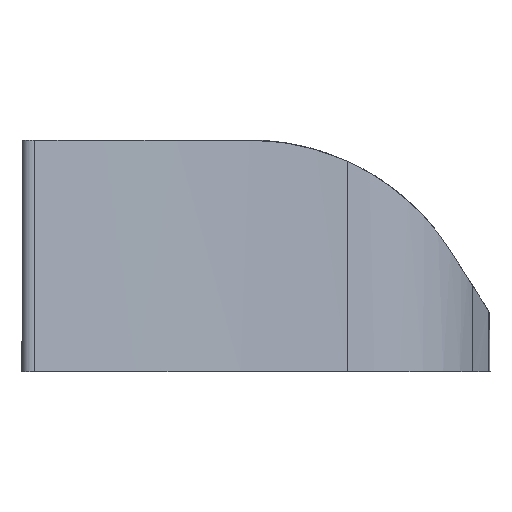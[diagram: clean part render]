
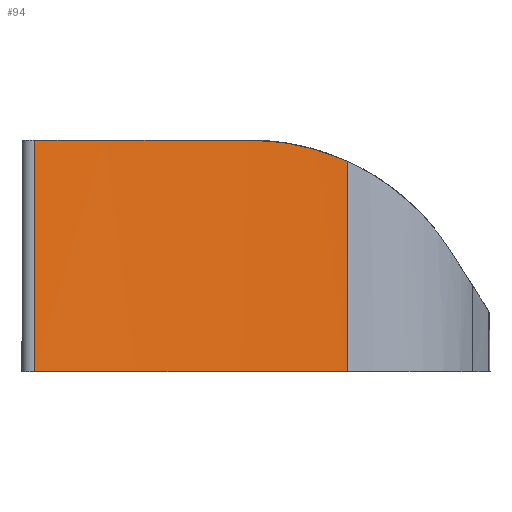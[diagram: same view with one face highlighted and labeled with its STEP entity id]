
A CAD part, left-side view. The second image highlights one B-rep face of the part: STEP entity #94.
In plain terms, the highlighted cylindrical face has radius 40 mm (diameter 80 mm), a partial arc.
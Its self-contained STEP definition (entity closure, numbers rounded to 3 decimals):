
#94=ADVANCED_FACE('',(#398),#400,.F.);
#398=FACE_BOUND('',#399,.T.);
#399=EDGE_LOOP('',(#697,#698,#699,#700,#701));
#400=CYLINDRICAL_SURFACE('',#401,40.);
#401=AXIS2_PLACEMENT_3D('',#402,#403,#404);
#402=CARTESIAN_POINT('',(-55.573,-33.811,0.));
#403=DIRECTION('',(0.,0.,-1.));
#404=DIRECTION('',(0.854,0.52,0.));
#697=ORIENTED_EDGE('',*,*,#829,.F.);
#698=ORIENTED_EDGE('',*,*,#816,.T.);
#699=ORIENTED_EDGE('',*,*,#856,.T.);
#700=ORIENTED_EDGE('',*,*,#842,.T.);
#701=ORIENTED_EDGE('',*,*,#831,.F.);
#816=EDGE_CURVE('',#1021,#1019,#1022,.T.);
#829=EDGE_CURVE('',#1021,#1041,#1042,.T.);
#831=EDGE_CURVE('',#1041,#1044,#1045,.T.);
#842=EDGE_CURVE('',#1062,#1044,#1063,.T.);
#856=EDGE_CURVE('',#1019,#1062,#1083,.T.);
#1019=VERTEX_POINT('',#1601);
#1021=VERTEX_POINT('',#1606);
#1022=CIRCLE('',#1607,40.);
#1041=VERTEX_POINT('',#1657);
#1042=LINE('',#1658,#1659);
#1044=VERTEX_POINT('',#1665);
#1045=CIRCLE('',#1666,40.);
#1062=VERTEX_POINT('',#1895);
#1063=B_SPLINE_CURVE_WITH_KNOTS('',3,
(#1896,#1897,#1898,#1899,#1900,#1901,#1902,#1903,#1904,#1905,#1906,#1907,#1908,#1909,
#1910,#1911,#1912,#1913,#1914,#1915,#1916,#1917,#1918,#1919,#1920,#1921,#1922,#1923,
#1924,#1925,#1926,#1927,#1928,#1929,#1930,#1931,#1932,#1933,#1934,#1935,#1936,#1937,
#1938,#1939,#1940,#1941,#1942),
.UNSPECIFIED.,.F.,.F.,
(4,1,1,1,1,1,1,1,1,1,1,1,1,1,1,1,1,1,1,1,1,1,1,1,1,1,1,1,1,1,1,1,1,1,1,1,1,1,1,1,
1,1,1,1,4),
(0.,0.018,0.039,0.062,0.096,0.13,
0.165,0.19,0.212,0.233,0.255,
0.276,0.298,0.319,0.341,0.363,
0.386,0.408,0.432,0.455,0.479,
0.504,0.529,0.554,0.579,0.604,
0.629,0.653,0.677,0.701,0.724,
0.747,0.769,0.789,0.81,0.829,
0.848,0.872,0.896,0.919,0.935,
0.952,0.968,0.984,1.),
.UNSPECIFIED.);
#1083=LINE('',#2063,#2064);
#1601=CARTESIAN_POINT('',(-16.103,-27.318,0.));
#1606=CARTESIAN_POINT('',(-19.373,-16.793,0.));
#1607=AXIS2_PLACEMENT_3D('',#1608,#1609,#1610);
#1608=CARTESIAN_POINT('',(-55.573,-33.811,0.));
#1609=DIRECTION('',(0.,0.,-1.));
#1610=DIRECTION('',(0.905,0.425,0.));
#1657=CARTESIAN_POINT('',(-19.373,-16.793,7.8));
#1658=CARTESIAN_POINT('',(-19.373,-16.793,0.));
#1659=VECTOR('',#1660,1.);
#1660=DIRECTION('',(0.,0.,1.));
#1665=CARTESIAN_POINT('',(-16.79,-24.02,7.8));
#1666=AXIS2_PLACEMENT_3D('',#1667,#1668,#1669);
#1667=CARTESIAN_POINT('',(-55.573,-33.811,7.8));
#1668=DIRECTION('',(0.,0.,-1.));
#1669=DIRECTION('',(0.905,0.425,0.));
#1895=CARTESIAN_POINT('',(-16.103,-27.318,7.089));
#1896=CARTESIAN_POINT('',(-16.103,-27.318,7.089));
#1897=CARTESIAN_POINT('',(-16.106,-27.299,7.097));
#1898=CARTESIAN_POINT('',(-16.113,-27.259,7.115));
#1899=CARTESIAN_POINT('',(-16.124,-27.195,7.143));
#1900=CARTESIAN_POINT('',(-16.137,-27.115,7.177));
#1901=CARTESIAN_POINT('',(-16.154,-27.019,7.217));
#1902=CARTESIAN_POINT('',(-16.173,-26.91,7.26));
#1903=CARTESIAN_POINT('',(-16.19,-26.809,7.298));
#1904=CARTESIAN_POINT('',(-16.206,-26.72,7.331));
#1905=CARTESIAN_POINT('',(-16.22,-26.646,7.357));
#1906=CARTESIAN_POINT('',(-16.233,-26.575,7.381));
#1907=CARTESIAN_POINT('',(-16.245,-26.506,7.404));
#1908=CARTESIAN_POINT('',(-16.258,-26.436,7.427));
#1909=CARTESIAN_POINT('',(-16.272,-26.365,7.449));
#1910=CARTESIAN_POINT('',(-16.285,-26.294,7.47));
#1911=CARTESIAN_POINT('',(-16.299,-26.222,7.491));
#1912=CARTESIAN_POINT('',(-16.313,-26.15,7.512));
#1913=CARTESIAN_POINT('',(-16.328,-26.076,7.532));
#1914=CARTESIAN_POINT('',(-16.343,-26.001,7.551));
#1915=CARTESIAN_POINT('',(-16.358,-25.924,7.57));
#1916=CARTESIAN_POINT('',(-16.374,-25.846,7.589));
#1917=CARTESIAN_POINT('',(-16.39,-25.766,7.607));
#1918=CARTESIAN_POINT('',(-16.407,-25.685,7.625));
#1919=CARTESIAN_POINT('',(-16.424,-25.602,7.642));
#1920=CARTESIAN_POINT('',(-16.442,-25.519,7.658));
#1921=CARTESIAN_POINT('',(-16.459,-25.436,7.674));
#1922=CARTESIAN_POINT('',(-16.477,-25.353,7.688));
#1923=CARTESIAN_POINT('',(-16.495,-25.27,7.702));
#1924=CARTESIAN_POINT('',(-16.513,-25.187,7.715));
#1925=CARTESIAN_POINT('',(-16.531,-25.107,7.726));
#1926=CARTESIAN_POINT('',(-16.549,-25.027,7.737));
#1927=CARTESIAN_POINT('',(-16.567,-24.949,7.746));
#1928=CARTESIAN_POINT('',(-16.584,-24.873,7.754));
#1929=CARTESIAN_POINT('',(-16.601,-24.8,7.762));
#1930=CARTESIAN_POINT('',(-16.617,-24.729,7.769));
#1931=CARTESIAN_POINT('',(-16.633,-24.661,7.774));
#1932=CARTESIAN_POINT('',(-16.649,-24.596,7.779));
#1933=CARTESIAN_POINT('',(-16.665,-24.526,7.784));
#1934=CARTESIAN_POINT('',(-16.683,-24.451,7.789));
#1935=CARTESIAN_POINT('',(-16.702,-24.372,7.792));
#1936=CARTESIAN_POINT('',(-16.72,-24.301,7.795));
#1937=CARTESIAN_POINT('',(-16.735,-24.238,7.797));
#1938=CARTESIAN_POINT('',(-16.749,-24.182,7.798));
#1939=CARTESIAN_POINT('',(-16.762,-24.128,7.799));
#1940=CARTESIAN_POINT('',(-16.776,-24.074,7.8));
#1941=CARTESIAN_POINT('',(-16.785,-24.038,7.8));
#1942=CARTESIAN_POINT('',(-16.79,-24.02,7.8));
#2063=CARTESIAN_POINT('',(-16.103,-27.318,0.));
#2064=VECTOR('',#2065,1.);
#2065=DIRECTION('',(0.,0.,1.));
